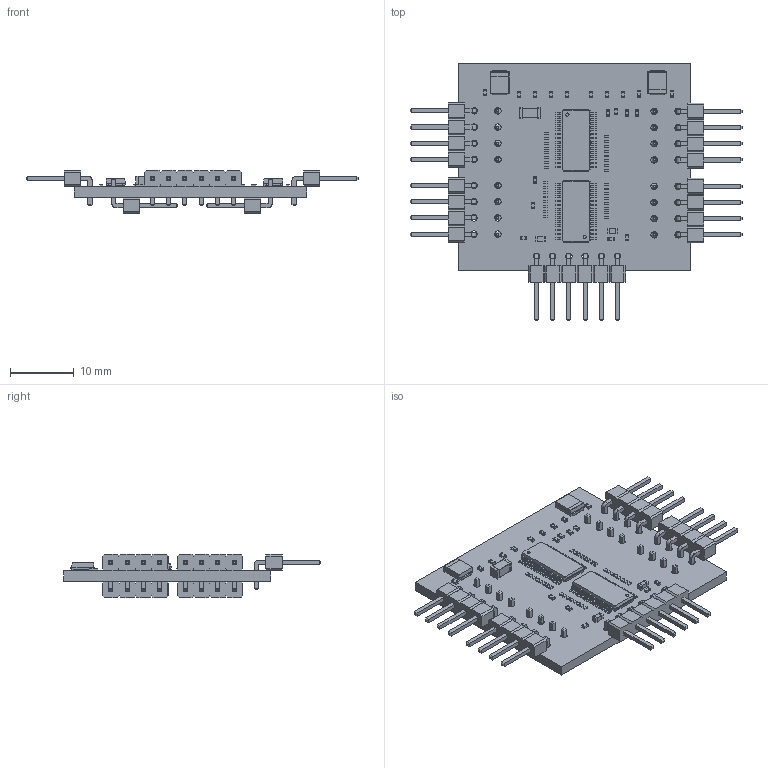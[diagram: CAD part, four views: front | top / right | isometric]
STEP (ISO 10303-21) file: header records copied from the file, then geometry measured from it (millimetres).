
FILE_DESCRIPTION(('KiCad electronic assembly'),'2;1');
FILE_NAME('PCA9685_ver2.step','2024-07-02T02:28:50',('Pcbnew'),('Kicad') ,'Open CASCADE STEP processor 7.6','KiCad to STEP converter','Unknown' );
FILE_SCHEMA(('AUTOMOTIVE_DESIGN { 1 0 10303 214 1 1 1 1 }'));
Length unit declared in the file: millimetre
Products named in the file (18): PCA9685_ver2 1; PinHeader_1x04_P2.54mm_Horizontal; PinHeader_1x04_P254mm_Horizontal; PinHeader_1x06_P2.54mm_Horizontal; PinHeader_1x06_P254mm_Horizontal; CP_EIA-3528-12_Kemet-T; CP_EIA_3528_12_Kemet_T; R_0201_0603Metric; R_0402_1005Metric; C_0603_1608Metric; C_1206_3216Metric; TSSOP-28_4.4x9.7mm_P0.65mm; TSSOP_28_44x97mm_P065mm; _autosave-PCA9685_ver2_PCB
Assembly tree (76 placements, depth 3):
  PCA9685_ver2 1
    PinHeader_1x04_P2.54mm_Horizontal  x8
      PinHeader_1x04_P254mm_Horizontal
    PinHeader_1x06_P2.54mm_Horizontal
      PinHeader_1x06_P254mm_Horizontal
    CP_EIA-3528-12_Kemet-T  x2
      CP_EIA_3528_12_Kemet_T
    R_0201_0603Metric  x32
      R_0201_0603Metric
    R_0402_1005Metric  x19
      R_0402_1005Metric
    C_0603_1608Metric  x2
      C_0603_1608Metric
    C_1206_3216Metric
      C_1206_3216Metric
    TSSOP-28_4.4x9.7mm_P0.65mm  x2
      TSSOP_28_44x97mm_P065mm
    _autosave-PCA9685_ver2_PCB
Bounding box: 52.1 x 40.29 x 6.78 mm (x, y, z)
Volume: 2762.2 mm3; surface area: 5401.7 mm2
Topology: 68 solids, 68 shells, 3508 faces, 9064 edges, 5780 vertices
Faces by surface type: plane 2634, cylinder 754, bspline 120
Full cylindrical faces by diameter (mm): 0.5 x2, 1 x38
Entity records: 35551 total; most frequent: CARTESIAN_POINT 5780, ORIENTED_EDGE 4830, DIRECTION 4657, EDGE_CURVE 2415, LINE 1951, VECTOR 1951, VERTEX_POINT 1534, AXIS2_PLACEMENT_3D 1353
